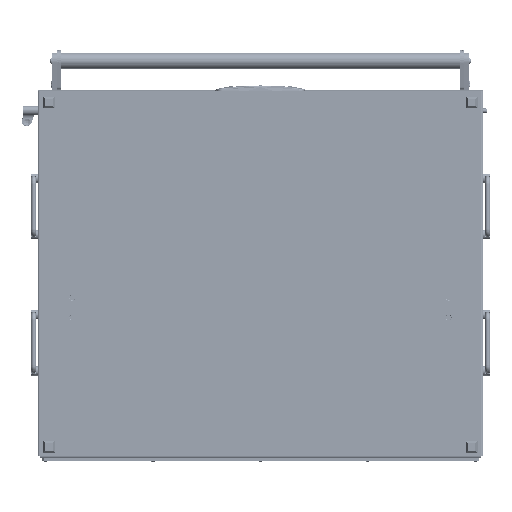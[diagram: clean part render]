
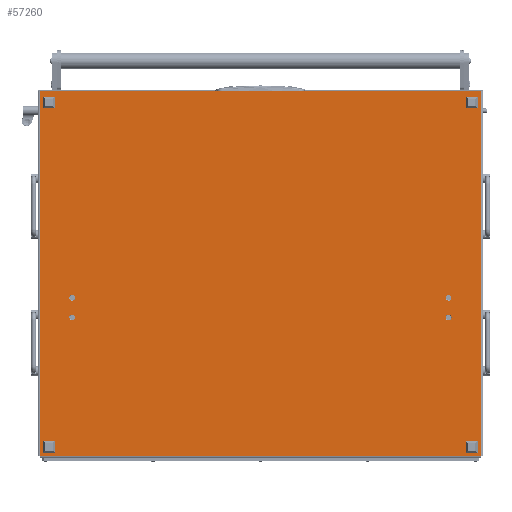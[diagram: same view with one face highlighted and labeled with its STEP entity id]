
A CAD part, front view. The second image highlights one B-rep face of the part: STEP entity #57260.
In plain terms, the highlighted face is planar.
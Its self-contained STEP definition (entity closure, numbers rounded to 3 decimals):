
#282 = AXIS2_PLACEMENT_3D ( 'NONE', #92676, #16018, #17248 ) ;
#356 = EDGE_CURVE ( 'NONE', #30096, #9727, #56187, .T. ) ;
#708 = CARTESIAN_POINT ( 'NONE',  ( 365., 725.5, 0. ) ) ;
#1353 = AXIS2_PLACEMENT_3D ( 'NONE', #78230, #3337, #79433 ) ;
#1753 = LINE ( 'NONE', #8624, #35339 ) ;
#2223 = CIRCLE ( 'NONE', #282, 5.2 ) ;
#2577 = VERTEX_POINT ( 'NONE', #117476 ) ;
#3289 = CARTESIAN_POINT ( 'NONE',  ( 365., 725.5, 0. ) ) ;
#3337 = DIRECTION ( 'NONE',  ( 0., 0., -1. ) ) ;
#3386 = CIRCLE ( 'NONE', #1353, 5.2 ) ;
#3557 = VERTEX_POINT ( 'NONE', #14719 ) ;
#3698 = DIRECTION ( 'NONE',  ( 1., 0., 0. ) ) ;
#4010 = EDGE_CURVE ( 'NONE', #86129, #81938, #112014, .T. ) ;
#4994 = EDGE_LOOP ( 'NONE', ( #80222, #69892 ) ) ;
#5030 = CARTESIAN_POINT ( 'NONE',  ( 400., 725.5, 0. ) ) ;
#7412 = EDGE_LOOP ( 'NONE', ( #99479, #60559 ) ) ;
#8205 = FACE_OUTER_BOUND ( 'NONE', #38559, .T. ) ;
#8624 = CARTESIAN_POINT ( 'NONE',  ( 0., 0., 0. ) ) ;
#8827 = CARTESIAN_POINT ( 'NONE',  ( 365., 57.5, 0. ) ) ;
#9727 = VERTEX_POINT ( 'NONE', #37245 ) ;
#9741 = EDGE_CURVE ( 'NONE', #63786, #2577, #65845, .T. ) ;
#9916 = EDGE_CURVE ( 'NONE', #3557, #72980, #22353, .T. ) ;
#10863 = ORIENTED_EDGE ( 'NONE', *, *, #65755, .T. ) ;
#11987 = DIRECTION ( 'NONE',  ( 0., 0., -1. ) ) ;
#12197 = ORIENTED_EDGE ( 'NONE', *, *, #9916, .T. ) ;
#13420 = VECTOR ( 'NONE', #22880, 1000. ) ;
#13718 = AXIS2_PLACEMENT_3D ( 'NONE', #73194, #110865, #83061 ) ;
#14465 = AXIS2_PLACEMENT_3D ( 'NONE', #8827, #58273, #46510 ) ;
#14719 = CARTESIAN_POINT ( 'NONE',  ( 646., 783., 0. ) ) ;
#15113 = EDGE_LOOP ( 'NONE', ( #32633, #63006 ) ) ;
#16018 = DIRECTION ( 'NONE',  ( 0., 0., -1. ) ) ;
#16733 = AXIS2_PLACEMENT_3D ( 'NONE', #29665, #84759, #38931 ) ;
#17248 = DIRECTION ( 'NONE',  ( -1., 0., 0. ) ) ;
#21672 = LINE ( 'NONE', #48865, #69734 ) ;
#22353 = LINE ( 'NONE', #60102, #91609 ) ;
#22880 = DIRECTION ( 'NONE',  ( -1., 0., 0. ) ) ;
#23487 = LINE ( 'NONE', #32741, #13420 ) ;
#24112 = CIRCLE ( 'NONE', #28097, 5.2 ) ;
#24283 = FACE_BOUND ( 'NONE', #7412, .T. ) ;
#24426 = CARTESIAN_POINT ( 'NONE',  ( 646., 0., 0. ) ) ;
#26610 = LINE ( 'NONE', #82946, #42579 ) ;
#27276 = CIRCLE ( 'NONE', #76679, 5.2 ) ;
#27625 = CIRCLE ( 'NONE', #37502, 5.2 ) ;
#28097 = AXIS2_PLACEMENT_3D ( 'NONE', #65273, #114699, #105457 ) ;
#29004 = EDGE_CURVE ( 'NONE', #3557, #73722, #23487, .T. ) ;
#29665 = CARTESIAN_POINT ( 'NONE',  ( 400., 725.5, 0. ) ) ;
#30096 = VERTEX_POINT ( 'NONE', #40635 ) ;
#31962 = CARTESIAN_POINT ( 'NONE',  ( 0., 783., 0. ) ) ;
#32428 = CARTESIAN_POINT ( 'NONE',  ( -2., 0., 0. ) ) ;
#32633 = ORIENTED_EDGE ( 'NONE', *, *, #50244, .F. ) ;
#32741 = CARTESIAN_POINT ( 'NONE',  ( 0., 783., 0. ) ) ;
#35123 = ORIENTED_EDGE ( 'NONE', *, *, #91180, .F. ) ;
#35339 = VECTOR ( 'NONE', #121767, 1000. ) ;
#37245 = CARTESIAN_POINT ( 'NONE',  ( 394.8, 725.5, 0. ) ) ;
#37502 = AXIS2_PLACEMENT_3D ( 'NONE', #5030, #41521, #61350 ) ;
#38559 = EDGE_LOOP ( 'NONE', ( #99628, #96737, #105938, #10863, #115227, #12197 ) ) ;
#38931 = DIRECTION ( 'NONE',  ( -1., 0., 0. ) ) ;
#40635 = CARTESIAN_POINT ( 'NONE',  ( 405.2, 725.5, 0. ) ) ;
#41521 = DIRECTION ( 'NONE',  ( 0., 0., -1. ) ) ;
#42579 = VECTOR ( 'NONE', #73694, 1000. ) ;
#46510 = DIRECTION ( 'NONE',  ( -1., 0., 0. ) ) ;
#48865 = CARTESIAN_POINT ( 'NONE',  ( 0., 0., 0. ) ) ;
#50244 = EDGE_CURVE ( 'NONE', #76999, #118639, #3386, .T. ) ;
#53239 = EDGE_LOOP ( 'NONE', ( #96299, #35123 ) ) ;
#56187 = CIRCLE ( 'NONE', #16733, 5.2 ) ;
#57260 = ADVANCED_FACE ( 'NONE', ( #99771, #24283, #109055, #82441, #8205 ), #71338, .T. ) ;
#57619 = CARTESIAN_POINT ( 'NONE',  ( 0., 783., 0. ) ) ;
#57707 = EDGE_CURVE ( 'NONE', #118639, #76999, #2223, .T. ) ;
#58273 = DIRECTION ( 'NONE',  ( 0., 0., -1. ) ) ;
#58904 = CARTESIAN_POINT ( 'NONE',  ( 359.8, 57.5, 0. ) ) ;
#60102 = CARTESIAN_POINT ( 'NONE',  ( 646., 783., 0. ) ) ;
#60559 = ORIENTED_EDGE ( 'NONE', *, *, #356, .F. ) ;
#61350 = DIRECTION ( 'NONE',  ( -1., 0., 0. ) ) ;
#63006 = ORIENTED_EDGE ( 'NONE', *, *, #57707, .F. ) ;
#63786 = VERTEX_POINT ( 'NONE', #58904 ) ;
#65273 = CARTESIAN_POINT ( 'NONE',  ( 365., 57.5, 0. ) ) ;
#65690 = DIRECTION ( 'NONE',  ( -1., 0., 0. ) ) ;
#65755 = EDGE_CURVE ( 'NONE', #89949, #73722, #102302, .T. ) ;
#65845 = CIRCLE ( 'NONE', #14465, 5.2 ) ;
#67729 = CARTESIAN_POINT ( 'NONE',  ( 405.2, 57.5, 0. ) ) ;
#67824 = CARTESIAN_POINT ( 'NONE',  ( -2., 783., 0. ) ) ;
#69734 = VECTOR ( 'NONE', #3698, 1000. ) ;
#69892 = ORIENTED_EDGE ( 'NONE', *, *, #94217, .F. ) ;
#71338 = PLANE ( 'NONE',  #13718 ) ;
#72980 = VERTEX_POINT ( 'NONE', #24426 ) ;
#73194 = CARTESIAN_POINT ( 'NONE',  ( 0., 783., 0. ) ) ;
#73694 = DIRECTION ( 'NONE',  ( 0., 1., 0. ) ) ;
#73722 = VERTEX_POINT ( 'NONE', #57619 ) ;
#76679 = AXIS2_PLACEMENT_3D ( 'NONE', #3289, #11987, #79385 ) ;
#76999 = VERTEX_POINT ( 'NONE', #87508 ) ;
#78230 = CARTESIAN_POINT ( 'NONE',  ( 400., 57.5, 0. ) ) ;
#79385 = DIRECTION ( 'NONE',  ( -1., 0., 0. ) ) ;
#79433 = DIRECTION ( 'NONE',  ( -1., 0., 0. ) ) ;
#80222 = ORIENTED_EDGE ( 'NONE', *, *, #4010, .F. ) ;
#81938 = VERTEX_POINT ( 'NONE', #92433 ) ;
#82244 = CARTESIAN_POINT ( 'NONE',  ( 0., 0., 0. ) ) ;
#82441 = FACE_BOUND ( 'NONE', #53239, .T. ) ;
#82946 = CARTESIAN_POINT ( 'NONE',  ( -2., -4., 0. ) ) ;
#83061 = DIRECTION ( 'NONE',  ( -1., 0., 0. ) ) ;
#84759 = DIRECTION ( 'NONE',  ( 0., 0., -1. ) ) ;
#86129 = VERTEX_POINT ( 'NONE', #109277 ) ;
#87508 = CARTESIAN_POINT ( 'NONE',  ( 394.8, 57.5, 0. ) ) ;
#88416 = EDGE_CURVE ( 'NONE', #92165, #110064, #1753, .T. ) ;
#89949 = VERTEX_POINT ( 'NONE', #67824 ) ;
#91180 = EDGE_CURVE ( 'NONE', #2577, #63786, #24112, .T. ) ;
#91609 = VECTOR ( 'NONE', #97821, 1000. ) ;
#92165 = VERTEX_POINT ( 'NONE', #82244 ) ;
#92433 = CARTESIAN_POINT ( 'NONE',  ( 370.2, 725.5, 0. ) ) ;
#92676 = CARTESIAN_POINT ( 'NONE',  ( 400., 57.5, 0. ) ) ;
#94217 = EDGE_CURVE ( 'NONE', #81938, #86129, #27276, .T. ) ;
#95702 = EDGE_CURVE ( 'NONE', #9727, #30096, #27625, .T. ) ;
#96299 = ORIENTED_EDGE ( 'NONE', *, *, #9741, .F. ) ;
#96737 = ORIENTED_EDGE ( 'NONE', *, *, #88416, .T. ) ;
#97821 = DIRECTION ( 'NONE',  ( 0., -1., 0. ) ) ;
#98878 = EDGE_CURVE ( 'NONE', #92165, #72980, #21672, .T. ) ;
#99479 = ORIENTED_EDGE ( 'NONE', *, *, #95702, .F. ) ;
#99628 = ORIENTED_EDGE ( 'NONE', *, *, #98878, .F. ) ;
#99771 = FACE_BOUND ( 'NONE', #4994, .T. ) ;
#101559 = VECTOR ( 'NONE', #117295, 1000. ) ;
#102302 = LINE ( 'NONE', #31962, #101559 ) ;
#104657 = DIRECTION ( 'NONE',  ( 0., 0., -1. ) ) ;
#105457 = DIRECTION ( 'NONE',  ( -1., 0., 0. ) ) ;
#105938 = ORIENTED_EDGE ( 'NONE', *, *, #117742, .T. ) ;
#109055 = FACE_BOUND ( 'NONE', #15113, .T. ) ;
#109277 = CARTESIAN_POINT ( 'NONE',  ( 359.8, 725.5, 0. ) ) ;
#110064 = VERTEX_POINT ( 'NONE', #32428 ) ;
#110865 = DIRECTION ( 'NONE',  ( 0., 0., -1. ) ) ;
#112014 = CIRCLE ( 'NONE', #121891, 5.2 ) ;
#114699 = DIRECTION ( 'NONE',  ( 0., 0., -1. ) ) ;
#115227 = ORIENTED_EDGE ( 'NONE', *, *, #29004, .F. ) ;
#117295 = DIRECTION ( 'NONE',  ( 1., 0., 0. ) ) ;
#117476 = CARTESIAN_POINT ( 'NONE',  ( 370.2, 57.5, 0. ) ) ;
#117742 = EDGE_CURVE ( 'NONE', #110064, #89949, #26610, .T. ) ;
#118639 = VERTEX_POINT ( 'NONE', #67729 ) ;
#121767 = DIRECTION ( 'NONE',  ( -1., 0., 0. ) ) ;
#121891 = AXIS2_PLACEMENT_3D ( 'NONE', #708, #104657, #65690 ) ;
